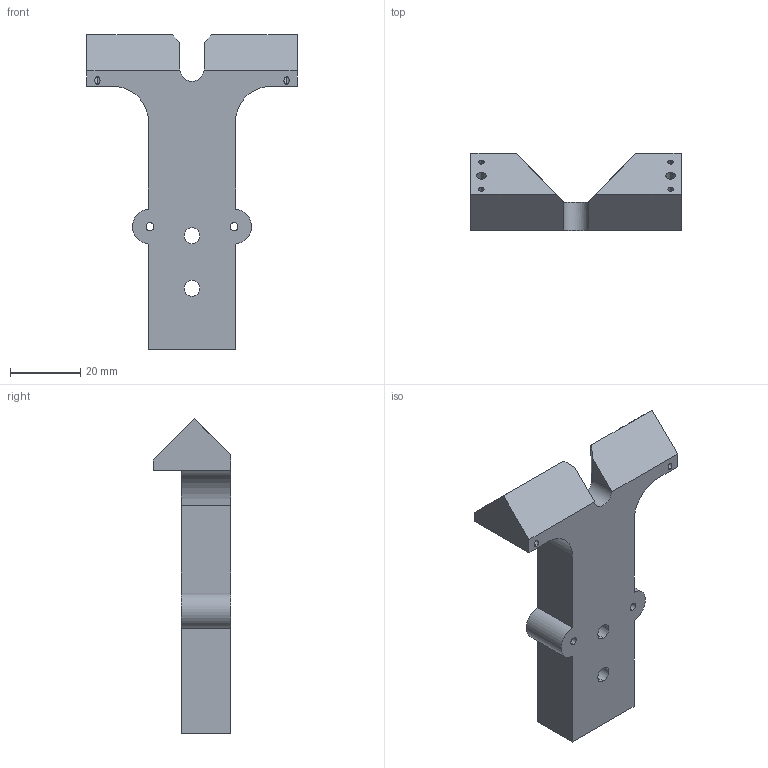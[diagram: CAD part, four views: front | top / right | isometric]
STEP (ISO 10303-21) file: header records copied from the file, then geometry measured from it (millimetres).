
FILE_DESCRIPTION (( 'STEP AP214' ), '1' );
FILE_NAME ('LaserV.STEP', '2022-06-21T08:36:36', ( '' ), ( '' ), 'SwSTEP 2.0', 'SolidWorks 2022', '' );
FILE_SCHEMA (( 'AUTOMOTIVE_DESIGN' ));
Length unit declared in the file: millimetre
Products named in the file (1): LaserV
Bounding box: 60 x 22 x 89.75 mm (x, y, z)
Volume: 30308.5 mm3; surface area: 11273.3 mm2
Topology: 1 solids, 1 shells, 78 faces, 222 edges, 144 vertices
Faces by surface type: cylinder 41, plane 33, cone 4
Entity records: 2926 total; most frequent: CARTESIAN_POINT 607, ORIENTED_EDGE 436, DIRECTION 428, EDGE_CURVE 218, AXIS2_PLACEMENT_3D 157, VERTEX_POINT 144, VECTOR 114, LINE 114
